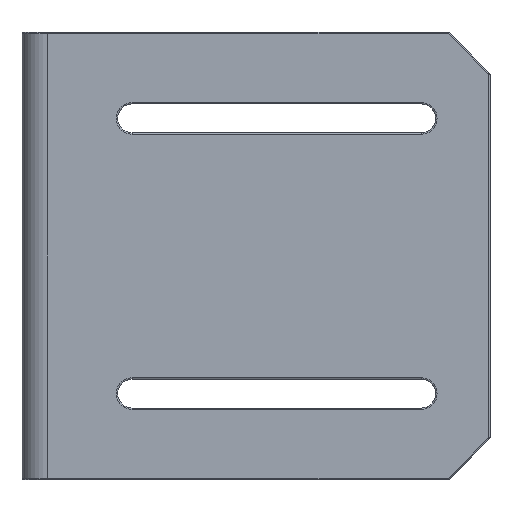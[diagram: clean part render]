
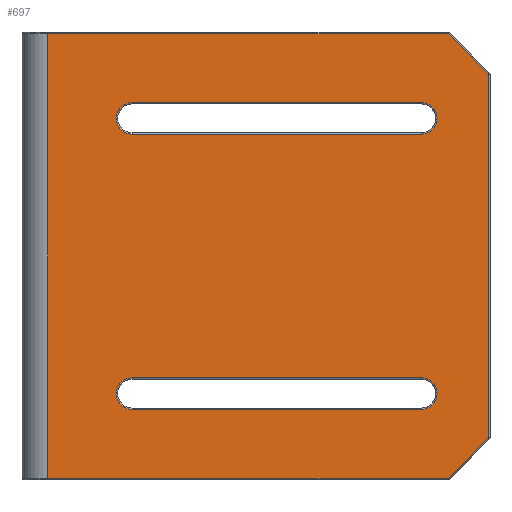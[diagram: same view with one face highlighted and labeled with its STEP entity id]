
A CAD part, front view. The second image highlights one B-rep face of the part: STEP entity #697.
In plain terms, the highlighted planar face has unit normal (0, -1, 0).
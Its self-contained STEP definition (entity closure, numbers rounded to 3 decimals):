
#22 = ORIENTED_EDGE ( 'NONE', *, *, #1744, .T. ) ;
#135 = CARTESIAN_POINT ( 'NONE',  ( 58., -3., 22.3 ) ) ;
#204 = DIRECTION ( 'NONE',  ( 0., 1., 0. ) ) ;
#209 = EDGE_LOOP ( 'NONE', ( #2539, #22, #1653, #3048, #2956, #679 ) ) ;
#345 = CARTESIAN_POINT ( 'NONE',  ( 61.917, -3., 32.3 ) ) ;
#428 = ORIENTED_EDGE ( 'NONE', *, *, #2016, .T. ) ;
#443 = CARTESIAN_POINT ( 'NONE',  ( 3.737, -3., 32.5 ) ) ;
#498 = CARTESIAN_POINT ( 'NONE',  ( 0., -3., 32.3 ) ) ;
#523 = VERTEX_POINT ( 'NONE', #2932 ) ;
#574 = DIRECTION ( 'NONE',  ( 0., 1., 0. ) ) ;
#639 = VERTEX_POINT ( 'NONE', #676 ) ;
#655 = ORIENTED_EDGE ( 'NONE', *, *, #964, .T. ) ;
#665 = CARTESIAN_POINT ( 'NONE',  ( 61.917, -3., -32.3 ) ) ;
#676 = CARTESIAN_POINT ( 'NONE',  ( 16., -3., 17.7 ) ) ;
#679 = ORIENTED_EDGE ( 'NONE', *, *, #1362, .T. ) ;
#684 = VERTEX_POINT ( 'NONE', #3850 ) ;
#697 = ADVANCED_FACE ( 'NONE', ( #3634, #2848, #1851 ), #3156, .F. ) ;
#770 = LINE ( 'NONE', #2636, #2951 ) ;
#817 = DIRECTION ( 'NONE',  ( -1., 0., 0. ) ) ;
#849 = DIRECTION ( 'NONE',  ( 0., 1., 0. ) ) ;
#851 = LINE ( 'NONE', #2309, #3201 ) ;
#854 = CARTESIAN_POINT ( 'NONE',  ( 16., -3., 20. ) ) ;
#871 = VERTEX_POINT ( 'NONE', #4176 ) ;
#892 = CARTESIAN_POINT ( 'NONE',  ( 0., -3., -17.7 ) ) ;
#893 = VECTOR ( 'NONE', #3820, 1000. ) ;
#943 = VECTOR ( 'NONE', #3875, 1000. ) ;
#960 = VECTOR ( 'NONE', #2062, 1000. ) ;
#964 = EDGE_CURVE ( 'NONE', #2817, #639, #770, .T. ) ;
#989 = CARTESIAN_POINT ( 'NONE',  ( 16., -3., -20. ) ) ;
#1010 = VECTOR ( 'NONE', #1448, 1000. ) ;
#1075 = EDGE_CURVE ( 'NONE', #684, #1692, #2365, .T. ) ;
#1120 = LINE ( 'NONE', #498, #4245 ) ;
#1167 = VERTEX_POINT ( 'NONE', #2106 ) ;
#1210 = LINE ( 'NONE', #3523, #943 ) ;
#1230 = CARTESIAN_POINT ( 'NONE',  ( 0., -3., -22.3 ) ) ;
#1264 = VECTOR ( 'NONE', #2514, 1000. ) ;
#1268 = AXIS2_PLACEMENT_3D ( 'NONE', #2824, #849, #4207 ) ;
#1271 = CIRCLE ( 'NONE', #2286, 2.3 ) ;
#1324 = EDGE_CURVE ( 'NONE', #523, #3493, #3001, .T. ) ;
#1362 = EDGE_CURVE ( 'NONE', #3493, #684, #1120, .T. ) ;
#1438 = CARTESIAN_POINT ( 'NONE',  ( 16., -3., -17.7 ) ) ;
#1448 = DIRECTION ( 'NONE',  ( -0.707, 0., 0.707 ) ) ;
#1620 = EDGE_CURVE ( 'NONE', #2760, #3105, #1271, .T. ) ;
#1653 = ORIENTED_EDGE ( 'NONE', *, *, #2610, .T. ) ;
#1692 = VERTEX_POINT ( 'NONE', #2366 ) ;
#1718 = ORIENTED_EDGE ( 'NONE', *, *, #3350, .T. ) ;
#1744 = EDGE_CURVE ( 'NONE', #1692, #3743, #2413, .T. ) ;
#1804 = ORIENTED_EDGE ( 'NONE', *, *, #2104, .T. ) ;
#1832 = LINE ( 'NONE', #892, #2828 ) ;
#1851 = FACE_BOUND ( 'NONE', #3558, .T. ) ;
#1910 = VERTEX_POINT ( 'NONE', #3445 ) ;
#1943 = CARTESIAN_POINT ( 'NONE',  ( 58., -3., -20. ) ) ;
#2016 = EDGE_CURVE ( 'NONE', #3105, #1167, #1832, .T. ) ;
#2045 = VECTOR ( 'NONE', #4048, 1000. ) ;
#2062 = DIRECTION ( 'NONE',  ( 0., 0., -1. ) ) ;
#2074 = EDGE_CURVE ( 'NONE', #871, #2543, #1210, .T. ) ;
#2084 = CIRCLE ( 'NONE', #1268, 2.3 ) ;
#2104 = EDGE_CURVE ( 'NONE', #1910, #2760, #2198, .T. ) ;
#2106 = CARTESIAN_POINT ( 'NONE',  ( 58., -3., -17.7 ) ) ;
#2166 = CARTESIAN_POINT ( 'NONE',  ( 16., -3., -22.3 ) ) ;
#2198 = LINE ( 'NONE', #1230, #1264 ) ;
#2234 = EDGE_CURVE ( 'NONE', #1167, #1910, #3038, .T. ) ;
#2254 = DIRECTION ( 'NONE',  ( 0., 1., 0. ) ) ;
#2286 = AXIS2_PLACEMENT_3D ( 'NONE', #989, #3310, #3342 ) ;
#2289 = EDGE_CURVE ( 'NONE', #4142, #523, #851, .T. ) ;
#2309 = CARTESIAN_POINT ( 'NONE',  ( 67.8, -3., 26.5 ) ) ;
#2361 = AXIS2_PLACEMENT_3D ( 'NONE', #2471, #204, #3465 ) ;
#2365 = LINE ( 'NONE', #443, #960 ) ;
#2366 = CARTESIAN_POINT ( 'NONE',  ( 3.737, -3., -32.3 ) ) ;
#2413 = LINE ( 'NONE', #3687, #2045 ) ;
#2438 = CARTESIAN_POINT ( 'NONE',  ( 58., -3., 17.7 ) ) ;
#2471 = CARTESIAN_POINT ( 'NONE',  ( 0., -3., 32.5 ) ) ;
#2514 = DIRECTION ( 'NONE',  ( -1., 0., 0. ) ) ;
#2539 = ORIENTED_EDGE ( 'NONE', *, *, #1075, .T. ) ;
#2543 = VERTEX_POINT ( 'NONE', #135 ) ;
#2610 = EDGE_CURVE ( 'NONE', #3743, #4142, #3910, .T. ) ;
#2635 = AXIS2_PLACEMENT_3D ( 'NONE', #1943, #2254, #3256 ) ;
#2636 = CARTESIAN_POINT ( 'NONE',  ( 0., -3., 17.7 ) ) ;
#2760 = VERTEX_POINT ( 'NONE', #2166 ) ;
#2814 = EDGE_LOOP ( 'NONE', ( #655, #3373, #4089, #1718 ) ) ;
#2817 = VERTEX_POINT ( 'NONE', #2438 ) ;
#2824 = CARTESIAN_POINT ( 'NONE',  ( 58., -3., 20. ) ) ;
#2828 = VECTOR ( 'NONE', #2914, 1000. ) ;
#2848 = FACE_BOUND ( 'NONE', #2814, .T. ) ;
#2914 = DIRECTION ( 'NONE',  ( 1., 0., 0. ) ) ;
#2932 = CARTESIAN_POINT ( 'NONE',  ( 67.8, -3., 26.417 ) ) ;
#2935 = CARTESIAN_POINT ( 'NONE',  ( 67.8, -3., -26.417 ) ) ;
#2951 = VECTOR ( 'NONE', #3003, 1000. ) ;
#2956 = ORIENTED_EDGE ( 'NONE', *, *, #1324, .T. ) ;
#3001 = LINE ( 'NONE', #4100, #1010 ) ;
#3003 = DIRECTION ( 'NONE',  ( -1., 0., 0. ) ) ;
#3038 = CIRCLE ( 'NONE', #2635, 2.3 ) ;
#3048 = ORIENTED_EDGE ( 'NONE', *, *, #2289, .T. ) ;
#3105 = VERTEX_POINT ( 'NONE', #1438 ) ;
#3156 = PLANE ( 'NONE',  #2361 ) ;
#3170 = DIRECTION ( 'NONE',  ( 0., 0., 1. ) ) ;
#3201 = VECTOR ( 'NONE', #3358, 1000. ) ;
#3237 = ORIENTED_EDGE ( 'NONE', *, *, #1620, .T. ) ;
#3256 = DIRECTION ( 'NONE',  ( 0., 0., 1. ) ) ;
#3310 = DIRECTION ( 'NONE',  ( 0., 1., 0. ) ) ;
#3342 = DIRECTION ( 'NONE',  ( 0., 0., 1. ) ) ;
#3350 = EDGE_CURVE ( 'NONE', #2543, #2817, #2084, .T. ) ;
#3358 = DIRECTION ( 'NONE',  ( 0., 0., 1. ) ) ;
#3373 = ORIENTED_EDGE ( 'NONE', *, *, #4114, .T. ) ;
#3445 = CARTESIAN_POINT ( 'NONE',  ( 58., -3., -22.3 ) ) ;
#3465 = DIRECTION ( 'NONE',  ( 1., 0., 0. ) ) ;
#3493 = VERTEX_POINT ( 'NONE', #345 ) ;
#3523 = CARTESIAN_POINT ( 'NONE',  ( 0., -3., 22.3 ) ) ;
#3558 = EDGE_LOOP ( 'NONE', ( #1804, #3237, #428, #4120 ) ) ;
#3634 = FACE_OUTER_BOUND ( 'NONE', #209, .T. ) ;
#3687 = CARTESIAN_POINT ( 'NONE',  ( 62., -3., -32.3 ) ) ;
#3743 = VERTEX_POINT ( 'NONE', #665 ) ;
#3788 = CARTESIAN_POINT ( 'NONE',  ( 67.859, -3., -26.359 ) ) ;
#3820 = DIRECTION ( 'NONE',  ( 0.707, 0., 0.707 ) ) ;
#3850 = CARTESIAN_POINT ( 'NONE',  ( 3.737, -3., 32.3 ) ) ;
#3875 = DIRECTION ( 'NONE',  ( 1., 0., 0. ) ) ;
#3910 = LINE ( 'NONE', #3788, #893 ) ;
#4048 = DIRECTION ( 'NONE',  ( 1., 0., 0. ) ) ;
#4089 = ORIENTED_EDGE ( 'NONE', *, *, #2074, .T. ) ;
#4100 = CARTESIAN_POINT ( 'NONE',  ( 61.859, -3., 32.359 ) ) ;
#4114 = EDGE_CURVE ( 'NONE', #639, #871, #4121, .T. ) ;
#4120 = ORIENTED_EDGE ( 'NONE', *, *, #2234, .T. ) ;
#4121 = CIRCLE ( 'NONE', #4230, 2.3 ) ;
#4142 = VERTEX_POINT ( 'NONE', #2935 ) ;
#4176 = CARTESIAN_POINT ( 'NONE',  ( 16., -3., 22.3 ) ) ;
#4207 = DIRECTION ( 'NONE',  ( 0., 0., 1. ) ) ;
#4230 = AXIS2_PLACEMENT_3D ( 'NONE', #854, #574, #3170 ) ;
#4245 = VECTOR ( 'NONE', #817, 1000. ) ;
